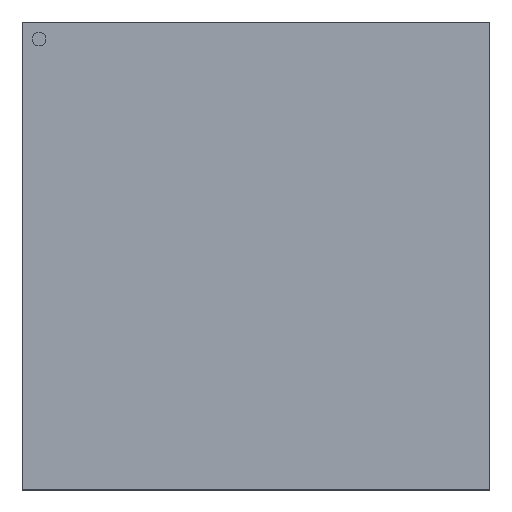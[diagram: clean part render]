
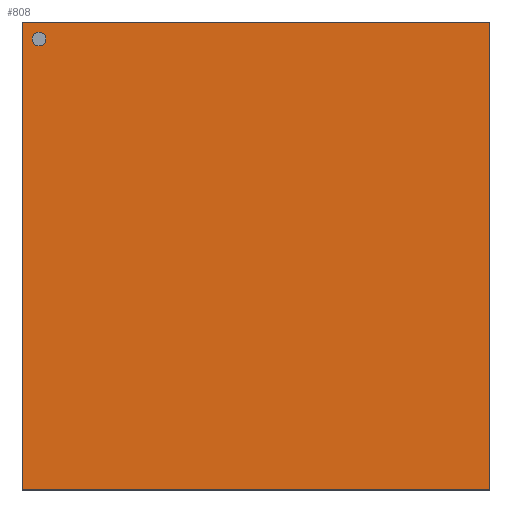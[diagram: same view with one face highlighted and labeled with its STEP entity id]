
A CAD part, top view. The second image highlights one B-rep face of the part: STEP entity #808.
In plain terms, the highlighted planar face has unit normal (0, 0, 1).
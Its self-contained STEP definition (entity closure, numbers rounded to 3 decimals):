
#744 = VERTEX_POINT('',#745);
#745 = CARTESIAN_POINT('',(-8.5,8.5,1.333));
#760 = VERTEX_POINT('',#761);
#761 = CARTESIAN_POINT('',(8.5,8.5,1.333));
#767 = EDGE_CURVE('',#744,#760,#768,.T.);
#768 = LINE('',#769,#770);
#769 = CARTESIAN_POINT('',(-8.5,8.5,1.333));
#770 = VECTOR('',#771,1.);
#771 = DIRECTION('',(1.,0.,0.));
#790 = EDGE_CURVE('',#744,#791,#793,.T.);
#791 = VERTEX_POINT('',#792);
#792 = CARTESIAN_POINT('',(-8.5,-8.5,1.333));
#793 = LINE('',#794,#795);
#794 = CARTESIAN_POINT('',(-8.5,8.5,1.333));
#795 = VECTOR('',#796,1.);
#796 = DIRECTION('',(0.,-1.,0.));
#808 = ADVANCED_FACE('',(#809,#827),#838,.T.);
#809 = FACE_BOUND('',#810,.T.);
#810 = EDGE_LOOP('',(#811,#812,#813,#821));
#811 = ORIENTED_EDGE('',*,*,#767,.F.);
#812 = ORIENTED_EDGE('',*,*,#790,.T.);
#813 = ORIENTED_EDGE('',*,*,#814,.T.);
#814 = EDGE_CURVE('',#791,#815,#817,.T.);
#815 = VERTEX_POINT('',#816);
#816 = CARTESIAN_POINT('',(8.5,-8.5,1.333));
#817 = LINE('',#818,#819);
#818 = CARTESIAN_POINT('',(-8.5,-8.5,1.333));
#819 = VECTOR('',#820,1.);
#820 = DIRECTION('',(1.,0.,0.));
#821 = ORIENTED_EDGE('',*,*,#822,.F.);
#822 = EDGE_CURVE('',#760,#815,#823,.T.);
#823 = LINE('',#824,#825);
#824 = CARTESIAN_POINT('',(8.5,8.5,1.333));
#825 = VECTOR('',#826,1.);
#826 = DIRECTION('',(0.,-1.,0.));
#827 = FACE_BOUND('',#828,.T.);
#828 = EDGE_LOOP('',(#829));
#829 = ORIENTED_EDGE('',*,*,#830,.T.);
#830 = EDGE_CURVE('',#831,#831,#833,.T.);
#831 = VERTEX_POINT('',#832);
#832 = CARTESIAN_POINT('',(-7.88,7.63,1.333));
#833 = CIRCLE('',#834,0.25);
#834 = AXIS2_PLACEMENT_3D('',#835,#836,#837);
#835 = CARTESIAN_POINT('',(-7.88,7.88,1.333));
#836 = DIRECTION('',(0.,0.,-1.));
#837 = DIRECTION('',(0.,-1.,0.));
#838 = PLANE('',#839);
#839 = AXIS2_PLACEMENT_3D('',#840,#841,#842);
#840 = CARTESIAN_POINT('',(-8.5,8.5,1.333));
#841 = DIRECTION('',(0.,0.,1.));
#842 = DIRECTION('',(0.,-1.,0.));
